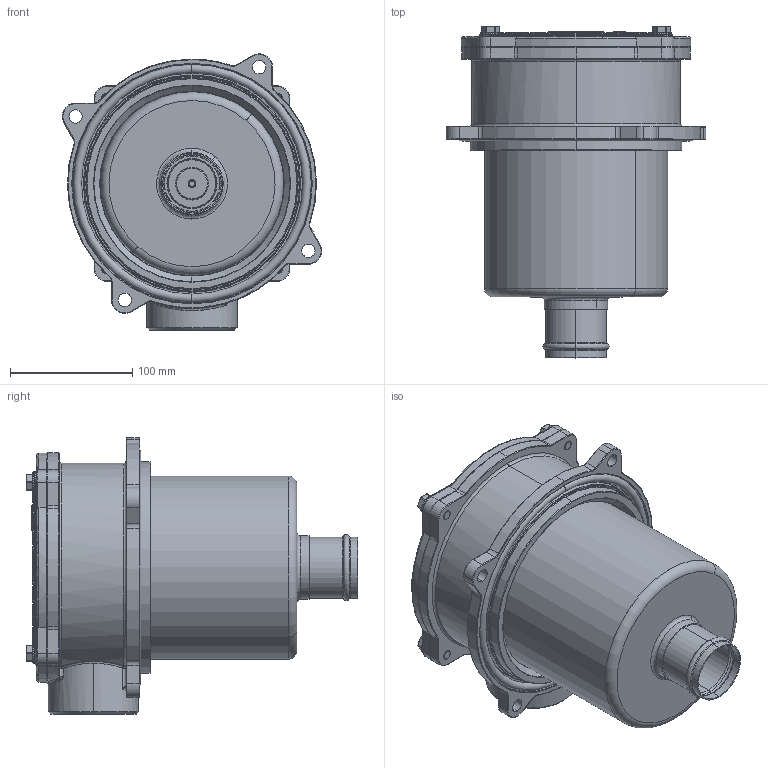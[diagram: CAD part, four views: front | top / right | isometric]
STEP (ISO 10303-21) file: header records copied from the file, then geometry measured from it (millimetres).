
FILE_DESCRIPTION(/* description */ ('Unknown'),/* implementation_level */ '2;1');
FILE_NAME(/* name */ 'OF.50460-001',/* time_stamp */ '2023-07-27T11:43:46+02:00',/* author */ ('Unknown'),/* organization */ ('Unknown'),/* preprocessor_version */ 'ST-DEVELOPER v18.102',/* originating_system */ 'Solid Edge',/* authorisation */ 'Unknown');
FILE_SCHEMA (('AUTOMOTIVE_DESIGN {1 0 10303 214 3 1 1}'));
Length unit declared in the file: millimetre
Products named in the file (13): 451_OMTF221-NA; OMTF22-02-A; GR18-GC_9; OR4675; OR233; OMTF-MOLLA-4; OR6200; OR221; VI-8020_1; D22-01; OMTF22-03-1-C; OMTF22-05-1; OMTF22-04-1
Assembly tree (15 placements, depth 3):
  451_OMTF221-NA
    OMTF22-02-A
    GR18-GC_9
    OR4675
    OR233
    OMTF-MOLLA-4
    OR6200
    OR221
    VI-8020_1  x4
    D22-01
    OMTF22-03-1-C
      OMTF22-05-1
      OMTF22-04-1
Bounding box: 212.53 x 271.66 x 226.26 mm (x, y, z)
Volume: 836637.4 mm3; surface area: 491408.4 mm2
Topology: 14 solids, 14 shells, 1102 faces, 2530 edges, 1472 vertices
Faces by surface type: cylinder 383, plane 366, torus 304, cone 26, bspline 15, sphere 8
Entity records: 32374 total; most frequent: CARTESIAN_POINT 9996, DIRECTION 4971, ORIENTED_EDGE 4460, EDGE_CURVE 2230, AXIS2_PLACEMENT_3D 2063, VERTEX_POINT 1310, CIRCLE 1104, EDGE_LOOP 1016
